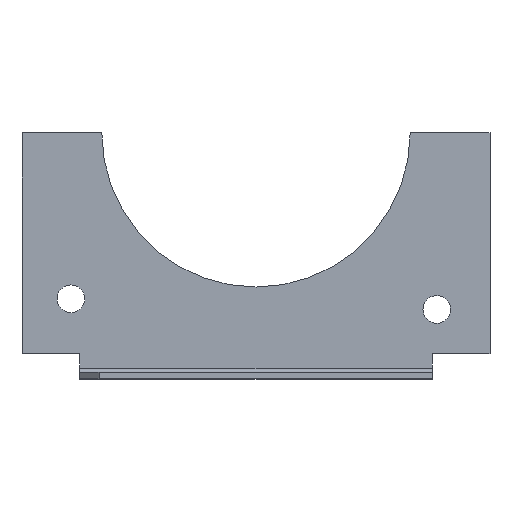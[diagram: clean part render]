
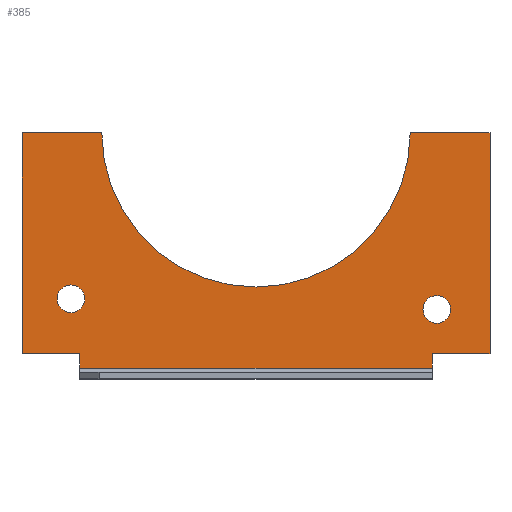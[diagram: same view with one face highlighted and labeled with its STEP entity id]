
A CAD part, top view. The second image highlights one B-rep face of the part: STEP entity #385.
In plain terms, the highlighted planar face has unit normal (0, 0, 1).
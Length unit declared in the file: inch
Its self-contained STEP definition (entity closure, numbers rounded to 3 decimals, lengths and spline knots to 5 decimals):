
#21=FACE_BOUND($,#53,.T.);
#22=FACE_BOUND($,#54,.T.);
#26=FACE_OUTER_BOUND($,#52,.T.);
#52=EDGE_LOOP($,(#273,#274,#275,#276,#277,#278,#279,#280,#281,#282));
#53=EDGE_LOOP($,(#283));
#54=EDGE_LOOP($,(#284));
#79=CIRCLE($,#414,0.065);
#80=CIRCLE($,#416,0.725);
#81=CIRCLE($,#417,0.065);
#95=LINE($,#585,#138);
#96=LINE($,#587,#139);
#97=LINE($,#589,#140);
#98=LINE($,#591,#141);
#99=LINE($,#593,#142);
#100=LINE($,#595,#143);
#101=LINE($,#599,#144);
#102=LINE($,#601,#145);
#103=LINE($,#602,#146);
#138=VECTOR($,#467,0.068);
#139=VECTOR($,#468,1.656);
#140=VECTOR($,#469,0.068);
#141=VECTOR($,#470,0.272);
#142=VECTOR($,#471,1.038);
#143=VECTOR($,#472,0.375);
#144=VECTOR($,#475,0.375);
#145=VECTOR($,#476,1.038);
#146=VECTOR($,#477,0.272);
#184=VERTEX_POINT($,#580);
#185=VERTEX_POINT($,#583);
#186=VERTEX_POINT($,#584);
#187=VERTEX_POINT($,#586);
#188=VERTEX_POINT($,#588);
#189=VERTEX_POINT($,#590);
#190=VERTEX_POINT($,#592);
#191=VERTEX_POINT($,#594);
#192=VERTEX_POINT($,#596);
#193=VERTEX_POINT($,#598);
#194=VERTEX_POINT($,#600);
#195=VERTEX_POINT($,#603);
#218=EDGE_CURVE($,#184,#184,#79,.T.);
#219=EDGE_CURVE($,#185,#186,#95,.T.);
#220=EDGE_CURVE($,#185,#187,#96,.T.);
#221=EDGE_CURVE($,#187,#188,#97,.T.);
#222=EDGE_CURVE($,#189,#188,#98,.T.);
#223=EDGE_CURVE($,#189,#190,#99,.T.);
#224=EDGE_CURVE($,#191,#190,#100,.T.);
#225=EDGE_CURVE($,#192,#191,#80,.T.);
#226=EDGE_CURVE($,#193,#192,#101,.T.);
#227=EDGE_CURVE($,#194,#193,#102,.T.);
#228=EDGE_CURVE($,#194,#186,#103,.T.);
#229=EDGE_CURVE($,#195,#195,#81,.T.);
#273=ORIENTED_EDGE($,*,*,#219,.F.);
#274=ORIENTED_EDGE($,*,*,#220,.T.);
#275=ORIENTED_EDGE($,*,*,#221,.T.);
#276=ORIENTED_EDGE($,*,*,#222,.F.);
#277=ORIENTED_EDGE($,*,*,#223,.T.);
#278=ORIENTED_EDGE($,*,*,#224,.F.);
#279=ORIENTED_EDGE($,*,*,#225,.F.);
#280=ORIENTED_EDGE($,*,*,#226,.F.);
#281=ORIENTED_EDGE($,*,*,#227,.F.);
#282=ORIENTED_EDGE($,*,*,#228,.T.);
#283=ORIENTED_EDGE($,*,*,#218,.F.);
#284=ORIENTED_EDGE($,*,*,#229,.F.);
#366=PLANE($,#415);
#385=ADVANCED_FACE($,(#26,#21,#22),#366,.F.);
#414=AXIS2_PLACEMENT_3D($,#581,#463,#464);
#415=AXIS2_PLACEMENT_3D($,#582,#465,#466);
#416=AXIS2_PLACEMENT_3D($,#597,#473,#474);
#417=AXIS2_PLACEMENT_3D($,#604,#478,#479);
#463=DIRECTION('center_axis',(0.,0.,1.));
#464=DIRECTION('ref_axis',(-1.,0.,0.));
#465=DIRECTION('center_axis',(0.,0.,-1.));
#466=DIRECTION('ref_axis',(0.,1.,0.));
#467=DIRECTION($,(0.,1.,0.));
#468=DIRECTION($,(1.,0.,0.));
#469=DIRECTION($,(0.,1.,0.));
#470=DIRECTION($,(-1.,0.,0.));
#471=DIRECTION($,(0.,1.,0.));
#472=DIRECTION($,(1.,0.,0.));
#473=DIRECTION('center_axis',(0.,0.,1.));
#474=DIRECTION('ref_axis',(-1.,0.,0.));
#475=DIRECTION($,(1.,0.,0.));
#476=DIRECTION($,(0.,1.,0.));
#477=DIRECTION($,(1.,0.,0.));
#478=DIRECTION('center_axis',(0.,0.,1.));
#479=DIRECTION('ref_axis',(-1.,0.,0.));
#580=CARTESIAN_POINT('',(-0.805,-0.78,0.032));
#581=CARTESIAN_POINT('Origin',(-0.87,-0.78,0.032));
#582=CARTESIAN_POINT('Origin',(-1.1,-1.106,0.032));
#583=CARTESIAN_POINT('',(-0.828,-1.106,0.032));
#584=CARTESIAN_POINT('',(-0.828,-1.038,0.032));
#585=CARTESIAN_POINT($,(-0.828,-1.106,0.032));
#586=CARTESIAN_POINT('',(0.828,-1.106,0.032));
#587=CARTESIAN_POINT($,(-0.828,-1.106,0.032));
#588=CARTESIAN_POINT('',(0.828,-1.038,0.032));
#589=CARTESIAN_POINT($,(0.828,-1.106,0.032));
#590=CARTESIAN_POINT('',(1.1,-1.038,0.032));
#591=CARTESIAN_POINT($,(1.1,-1.038,0.032));
#592=CARTESIAN_POINT('',(1.1,0.,0.032));
#593=CARTESIAN_POINT($,(1.1,-1.038,0.032));
#594=CARTESIAN_POINT('',(0.725,0.,0.032));
#595=CARTESIAN_POINT($,(0.725,0.,0.032));
#596=CARTESIAN_POINT('',(-0.725,0.,0.032));
#597=CARTESIAN_POINT('Origin',(0.,0.,0.032));
#598=CARTESIAN_POINT('',(-1.1,0.,0.032));
#599=CARTESIAN_POINT($,(-1.1,0.,0.032));
#600=CARTESIAN_POINT('',(-1.1,-1.038,0.032));
#601=CARTESIAN_POINT($,(-1.1,-1.038,0.032));
#602=CARTESIAN_POINT($,(-1.1,-1.038,0.032));
#603=CARTESIAN_POINT('',(0.915,-0.83,0.032));
#604=CARTESIAN_POINT('Origin',(0.85,-0.83,0.032));
